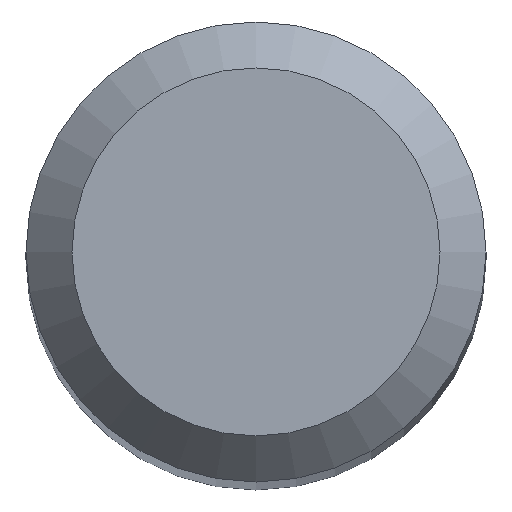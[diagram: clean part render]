
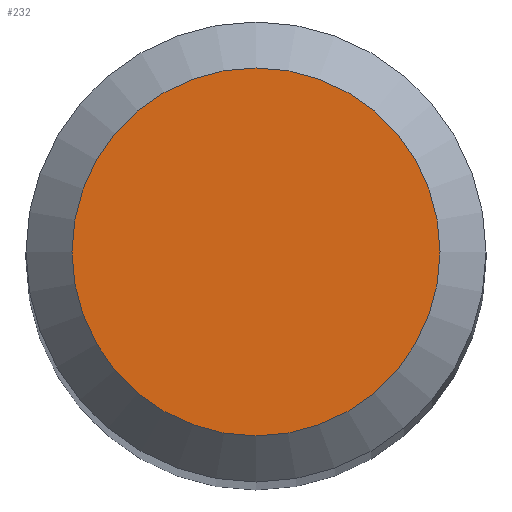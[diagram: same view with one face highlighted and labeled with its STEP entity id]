
A CAD part, top view. The second image highlights one B-rep face of the part: STEP entity #232.
In plain terms, the highlighted planar face has unit normal (0, 0, 1).
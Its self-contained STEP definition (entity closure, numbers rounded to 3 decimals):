
#22 = EDGE_CURVE ( 'NONE', #267, #267, #329, .T. ) ;
#95 = ORIENTED_EDGE ( 'NONE', *, *, #22, .T. ) ;
#100 = DIRECTION ( 'NONE',  ( 0., 0., 1. ) ) ;
#106 = DIRECTION ( 'NONE',  ( -1., 0., 0. ) ) ;
#139 = CARTESIAN_POINT ( 'NONE',  ( 0., 1.2, 38. ) ) ;
#150 = EDGE_LOOP ( 'NONE', ( #95 ) ) ;
#214 = CARTESIAN_POINT ( 'NONE',  ( 0., 0., 38. ) ) ;
#216 = DIRECTION ( 'NONE',  ( 1., 0., 0. ) ) ;
#232 = ADVANCED_FACE ( 'NONE', ( #286 ), #288, .F. ) ;
#234 = CARTESIAN_POINT ( 'NONE',  ( 1.2, 0., 38. ) ) ;
#263 = DIRECTION ( 'NONE',  ( 0., 0., -1. ) ) ;
#267 = VERTEX_POINT ( 'NONE', #234 ) ;
#286 = FACE_OUTER_BOUND ( 'NONE', #150, .T. ) ;
#288 = PLANE ( 'NONE',  #290 ) ;
#290 = AXIS2_PLACEMENT_3D ( 'NONE', #139, #263, #106 ) ;
#329 = CIRCLE ( 'NONE', #349, 1.2 ) ;
#349 = AXIS2_PLACEMENT_3D ( 'NONE', #214, #100, #216 ) ;
